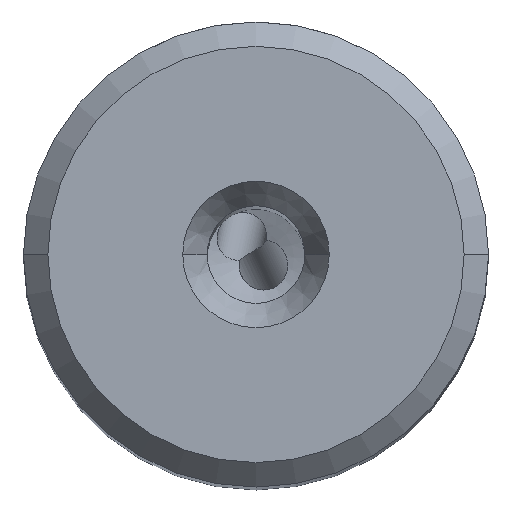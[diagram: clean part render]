
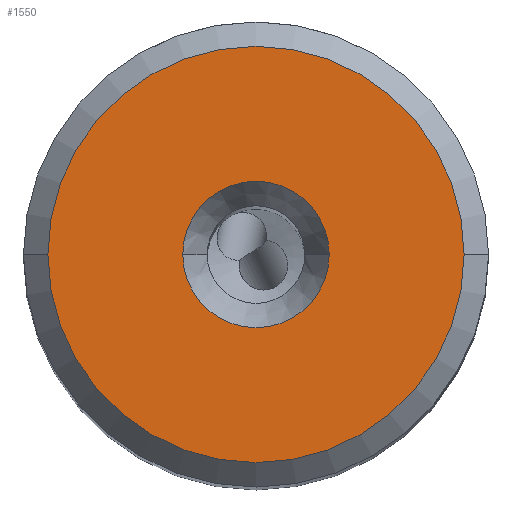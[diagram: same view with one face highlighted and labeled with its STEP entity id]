
A CAD part, top view. The second image highlights one B-rep face of the part: STEP entity #1550.
In plain terms, the highlighted planar face has unit normal (0, 0, 1).
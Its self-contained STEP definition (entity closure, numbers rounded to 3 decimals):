
#251=PLANE('',#7149);
#1550=ADVANCED_FACE('',(#1862,#1863),#251,.T.);
#1862=FACE_BOUND('',#2083,.T.);
#1863=FACE_BOUND('',#2084,.T.);
#2083=EDGE_LOOP('',(#3775,#3776,#3777,#3778));
#2084=EDGE_LOOP('',(#3779,#3780));
#2386=CIRCLE('',#7141,3.);
#2387=CIRCLE('',#7143,3.);
#2388=CIRCLE('',#7145,8.525);
#2389=CIRCLE('',#7146,8.525);
#2390=CIRCLE('',#7147,8.525);
#2391=CIRCLE('',#7148,8.525);
#3775=ORIENTED_EDGE('',*,*,#5911,.T.);
#3776=ORIENTED_EDGE('',*,*,#5912,.T.);
#3777=ORIENTED_EDGE('',*,*,#5913,.T.);
#3778=ORIENTED_EDGE('',*,*,#5914,.T.);
#3779=ORIENTED_EDGE('',*,*,#5908,.T.);
#3780=ORIENTED_EDGE('',*,*,#5910,.T.);
#5020=VERTEX_POINT('',#13556);
#5021=VERTEX_POINT('',#13558);
#5022=VERTEX_POINT('',#13564);
#5023=VERTEX_POINT('',#13565);
#5024=VERTEX_POINT('',#13567);
#5025=VERTEX_POINT('',#13569);
#5908=EDGE_CURVE('',#5021,#5020,#2386,.T.);
#5910=EDGE_CURVE('',#5020,#5021,#2387,.T.);
#5911=EDGE_CURVE('',#5022,#5023,#2388,.T.);
#5912=EDGE_CURVE('',#5023,#5024,#2389,.T.);
#5913=EDGE_CURVE('',#5024,#5025,#2390,.T.);
#5914=EDGE_CURVE('',#5025,#5022,#2391,.T.);
#7141=AXIS2_PLACEMENT_3D('',#13557,#8515,#8516);
#7143=AXIS2_PLACEMENT_3D('',#13561,#8520,#8521);
#7145=AXIS2_PLACEMENT_3D('',#13563,#8524,#8525);
#7146=AXIS2_PLACEMENT_3D('',#13566,#8526,#8527);
#7147=AXIS2_PLACEMENT_3D('',#13568,#8528,#8529);
#7148=AXIS2_PLACEMENT_3D('',#13570,#8530,#8531);
#7149=AXIS2_PLACEMENT_3D('',#13571,#8532,#8533);
#8515=DIRECTION('',(0.,0.,-1.));
#8516=DIRECTION('',(1.,0.,0.));
#8520=DIRECTION('',(0.,0.,-1.));
#8521=DIRECTION('',(-1.,0.,0.));
#8524=DIRECTION('',(0.,0.,1.));
#8525=DIRECTION('',(0.,1.,0.));
#8526=DIRECTION('',(0.,0.,1.));
#8527=DIRECTION('',(-1.,0.,0.));
#8528=DIRECTION('',(0.,0.,1.));
#8529=DIRECTION('',(0.,-1.,0.));
#8530=DIRECTION('',(0.,0.,1.));
#8531=DIRECTION('',(1.,0.,0.));
#8532=DIRECTION('',(0.,0.,1.));
#8533=DIRECTION('',(1.,0.,0.));
#13556=CARTESIAN_POINT('',(-3.,0.,0.));
#13557=CARTESIAN_POINT('',(0.,0.,0.));
#13558=CARTESIAN_POINT('',(3.,0.,0.));
#13561=CARTESIAN_POINT('',(0.,0.,0.));
#13563=CARTESIAN_POINT('',(0.,0.,0.));
#13564=CARTESIAN_POINT('',(0.,8.525,0.));
#13565=CARTESIAN_POINT('',(-8.525,0.,0.));
#13566=CARTESIAN_POINT('',(0.,0.,0.));
#13567=CARTESIAN_POINT('',(0.,-8.525,0.));
#13568=CARTESIAN_POINT('',(0.,0.,0.));
#13569=CARTESIAN_POINT('',(8.525,0.,0.));
#13570=CARTESIAN_POINT('',(0.,0.,0.));
#13571=CARTESIAN_POINT('',(0.,0.,0.));
